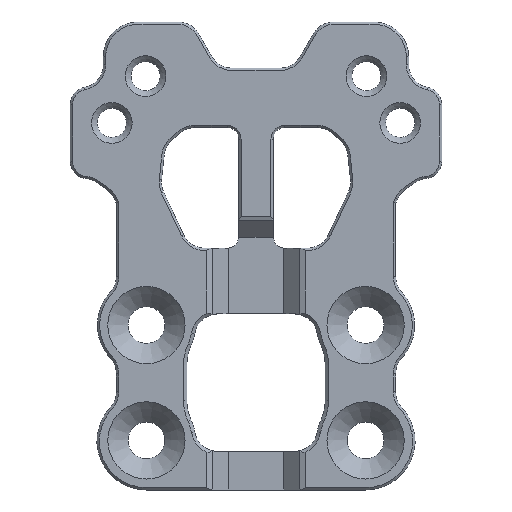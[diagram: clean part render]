
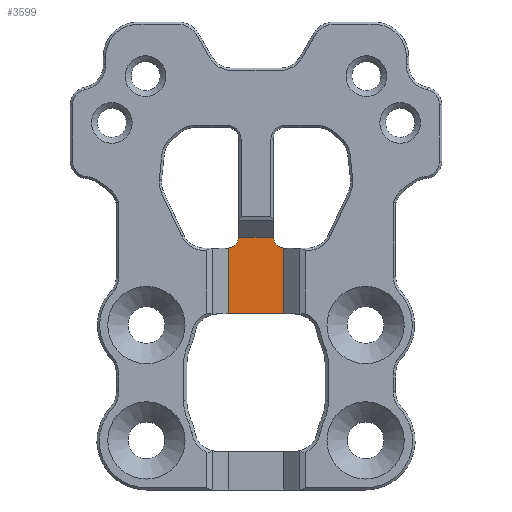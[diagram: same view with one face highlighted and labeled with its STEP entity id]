
A CAD part, front view. The second image highlights one B-rep face of the part: STEP entity #3599.
In plain terms, the highlighted planar face has unit normal (0, -1, 0).
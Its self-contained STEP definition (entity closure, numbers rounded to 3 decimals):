
#85=PLANE('',#3970);
#334=FACE_OUTER_BOUND('',#549,.T.);
#549=EDGE_LOOP('',(#2989,#2990,#2991,#2992,#2993,#2994));
#770=LINE('',#5712,#1094);
#824=LINE('',#5903,#1148);
#865=LINE('',#6044,#1189);
#866=LINE('',#6046,#1190);
#1094=VECTOR('',#4574,10.);
#1148=VECTOR('',#4754,10.);
#1189=VECTOR('',#4887,10.);
#1190=VECTOR('',#4888,10.);
#1370=CIRCLE('',#3864,1.);
#1425=CIRCLE('',#3971,1.);
#1618=VERTEX_POINT('',#5709);
#1619=VERTEX_POINT('',#5711);
#1622=VERTEX_POINT('',#5719);
#1693=VERTEX_POINT('',#5902);
#1731=VERTEX_POINT('',#6043);
#1732=VERTEX_POINT('',#6045);
#2028=EDGE_CURVE('',#1619,#1618,#770,.T.);
#2032=EDGE_CURVE('',#1622,#1619,#1370,.T.);
#2124=EDGE_CURVE('',#1622,#1693,#824,.T.);
#2189=EDGE_CURVE('',#1731,#1618,#865,.T.);
#2190=EDGE_CURVE('',#1732,#1731,#866,.T.);
#2191=EDGE_CURVE('',#1693,#1732,#1425,.T.);
#2989=ORIENTED_EDGE('',*,*,#2189,.F.);
#2990=ORIENTED_EDGE('',*,*,#2190,.F.);
#2991=ORIENTED_EDGE('',*,*,#2191,.F.);
#2992=ORIENTED_EDGE('',*,*,#2124,.F.);
#2993=ORIENTED_EDGE('',*,*,#2032,.T.);
#2994=ORIENTED_EDGE('',*,*,#2028,.T.);
#3599=ADVANCED_FACE('',(#334),#85,.T.);
#3864=AXIS2_PLACEMENT_3D('',#5720,#4581,#4582);
#3970=AXIS2_PLACEMENT_3D('',#6042,#4885,#4886);
#3971=AXIS2_PLACEMENT_3D('',#6047,#4889,#4890);
#4574=DIRECTION('',(0.,0.,-1.));
#4581=DIRECTION('center_axis',(0.,1.,0.));
#4582=DIRECTION('ref_axis',(1.,0.,0.));
#4754=DIRECTION('',(1.,0.,0.));
#4885=DIRECTION('center_axis',(0.,-1.,0.));
#4886=DIRECTION('ref_axis',(1.,0.,0.));
#4887=DIRECTION('',(-1.,0.,0.));
#4888=DIRECTION('',(0.,0.,-1.));
#4889=DIRECTION('center_axis',(0.,-1.,0.));
#4890=DIRECTION('ref_axis',(-1.,0.,0.));
#5709=CARTESIAN_POINT('',(-2.898,-20.979,0.));
#5711=CARTESIAN_POINT('',(-2.898,-20.979,5.676));
#5712=CARTESIAN_POINT('',(-2.898,-20.979,-15.3));
#5719=CARTESIAN_POINT('',(-1.999,-20.979,6.629));
#5720=CARTESIAN_POINT('Origin',(-2.998,-20.979,6.671));
#5902=CARTESIAN_POINT('',(1.003,-20.979,6.629));
#5903=CARTESIAN_POINT('',(-1.448,-20.979,6.629));
#6042=CARTESIAN_POINT('Origin',(-2.398,-20.979,-15.3));
#6043=CARTESIAN_POINT('',(1.902,-20.979,0.));
#6044=CARTESIAN_POINT('',(-2.948,-20.979,0.));
#6045=CARTESIAN_POINT('',(1.902,-20.979,5.676));
#6046=CARTESIAN_POINT('',(1.902,-20.979,-15.3));
#6047=CARTESIAN_POINT('Origin',(2.002,-20.979,6.671));
